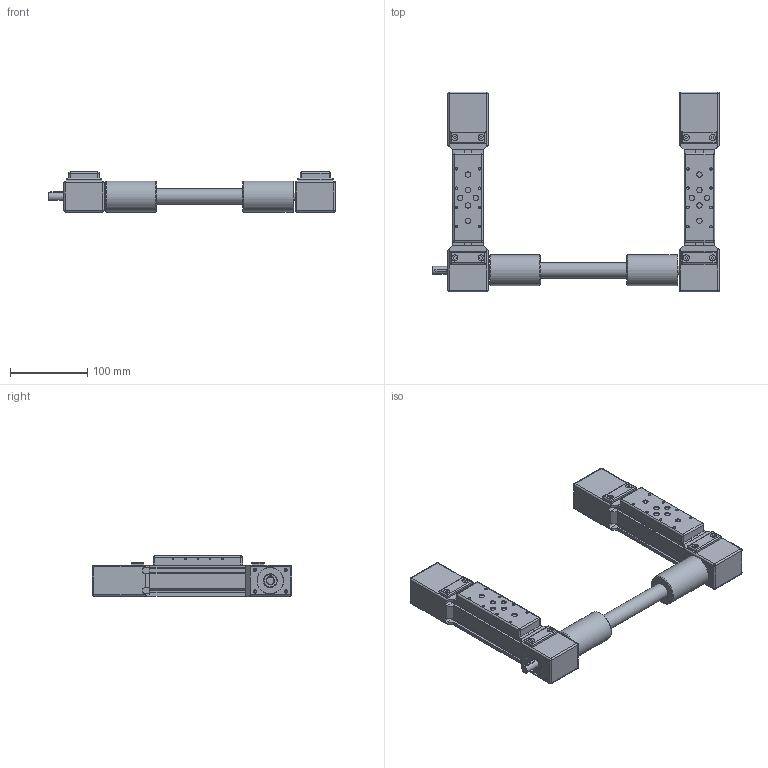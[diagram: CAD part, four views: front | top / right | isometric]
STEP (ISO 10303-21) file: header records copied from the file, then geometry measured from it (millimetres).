
FILE_DESCRIPTION((''),'2;1');
FILE_NAME('MTJ 40 DOUBLE OSL 19 1L ASM.stp','2011-05-23T10:44:44',('Matej'),(''),'Autodesk Inventor 2011','Autodesk Inventor 2011','');
FILE_SCHEMA(('AUTOMOTIVE_DESIGN { 1 0 10303 214 1 1 1 1 }'));
Length unit declared in the file: millimetre
Products named in the file (11): MTJ 40 DOUBLE OSL 19 1L ASM; MTJ 40 DOUBLE OSL 19 1L; MTJ MRJ 40 TIP 2; PROFIL MTJ IN MRJ 40; NAPENJALNI DEL MTJ IN MRJ 40; POGONSKI DEL MTJ IN MRJ 40 TIP 2; VOZIČEK MTJ IN MRJ 40; MTJ MRJ 40 TIP 1L; POGONSKI DEL MTJ IN MRJ 40 TIP 1L; SKLOPKA OSL 19; ROR OSL 19
Assembly tree (14 placements, depth 4):
  MTJ 40 DOUBLE OSL 19 1L ASM
    MTJ 40 DOUBLE OSL 19 1L
      MTJ MRJ 40 TIP 2
        PROFIL MTJ IN MRJ 40
        NAPENJALNI DEL MTJ IN MRJ 40
        POGONSKI DEL MTJ IN MRJ 40 TIP 2
        VOZIČEK MTJ IN MRJ 40
      MTJ MRJ 40 TIP 1L
        PROFIL MTJ IN MRJ 40
        NAPENJALNI DEL MTJ IN MRJ 40
        POGONSKI DEL MTJ IN MRJ 40 TIP 1L
        VOZIČEK MTJ IN MRJ 40
      SKLOPKA OSL 19  x2
      ROR OSL 19
Bounding box: 372 x 259 x 52 mm (x, y, z)
Volume: 1174764 mm3; surface area: 230610.2 mm2
Topology: 11 solids, 21 shells, 1087 faces, 2633 edges, 1620 vertices
Faces by surface type: plane 608, cylinder 329, cone 119, sphere 24, torus 7
Full cylindrical faces by diameter (mm): 2.013 x20, 3.242 x36, 7 x12, 8 x8, 10 x15, 14 x1, 15 x2, 17 x4, 18 x4, 20 x1, 20.88 x2, 24.95 x4, 34 x4, 40 x2
Entity records: 25270 total; most frequent: DIRECTION 4454, CARTESIAN_POINT 4168, ORIENTED_EDGE 3776, EDGE_CURVE 1888, AXIS2_PLACEMENT_3D 1656, VERTEX_POINT 1262, VECTOR 1142, LINE 1142
